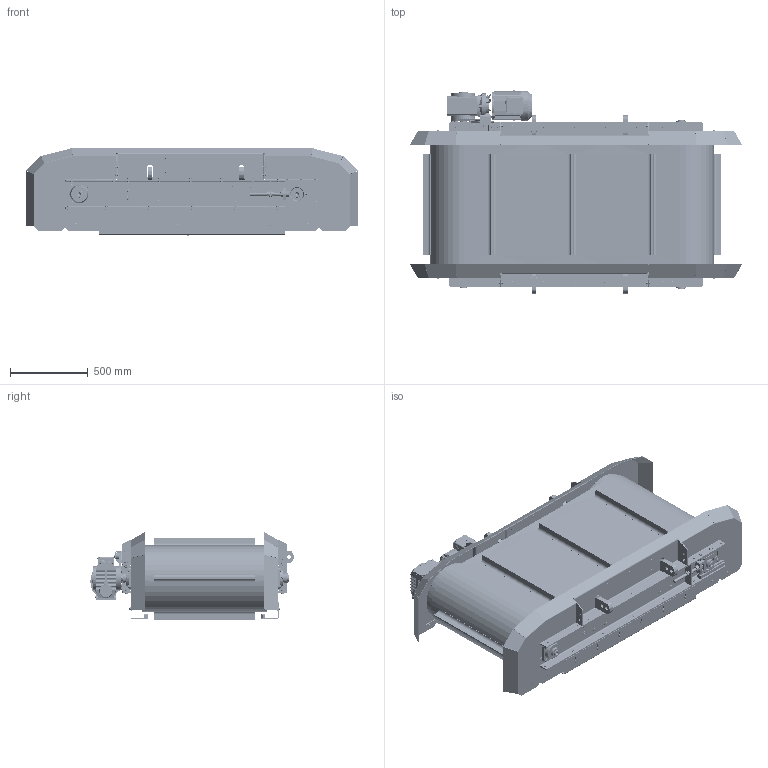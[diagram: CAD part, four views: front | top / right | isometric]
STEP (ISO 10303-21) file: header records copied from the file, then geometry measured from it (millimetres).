
FILE_DESCRIPTION(/* description */ (''),/* implementation_level */ '2;1');
FILE_NAME(/* name */ 'ROFC065341.stp',/* time_stamp */ '2022-05-09T08:22:25+02:00',/* author */ ('PH'),/* organization */ (''),/* preprocessor_version */ 'ST-DEVELOPER v18.1',/* originating_system */ 'Autodesk Inventor 2021',/* authorisation */ '');
FILE_SCHEMA (('AUTOMOTIVE_DESIGN { 1 0 10303 214 3 1 1 }'));
Length unit declared in the file: millimetre
Products named in the file (1): Součást1
Bounding box: 2134 x 1306 x 563.31 mm (x, y, z)
Volume: 133655187.5 mm3; surface area: 23109884.9 mm2
Topology: 19 solids, 127 shells, 7687 faces, 18190 edges, 11523 vertices
Faces by surface type: plane 4140, cylinder 2202, cone 1161, torus 75, bspline 71, sphere 38
Full cylindrical faces by diameter (mm): 1 x8, 3 x4, 5 x4, 6 x46, 6.4 x6, 6.647 x2, 7 x48, 7.323 x58, 8 x115, 8.376 x12, 8.4 x90, 8.5 x24, 8.57 x4, 9 x17, 9.188 x17, 9.7 x4, 10 x43, 10.4 x1, 10.5 x17, 11 x9, 11.053 x27, 11.4 x58, 12 x104, 13 x45, 13.5 x8, 13.835 x8, 14 x48, 14.5 x8, 15.4 x15, 16 x97
Entity records: 231947 total; most frequent: CARTESIAN_POINT 47497, DIRECTION 37411, ORIENTED_EDGE 36332, EDGE_CURVE 18166, AXIS2_PLACEMENT_3D 14051, VERTEX_POINT 11571, LINE 9309, VECTOR 9309
